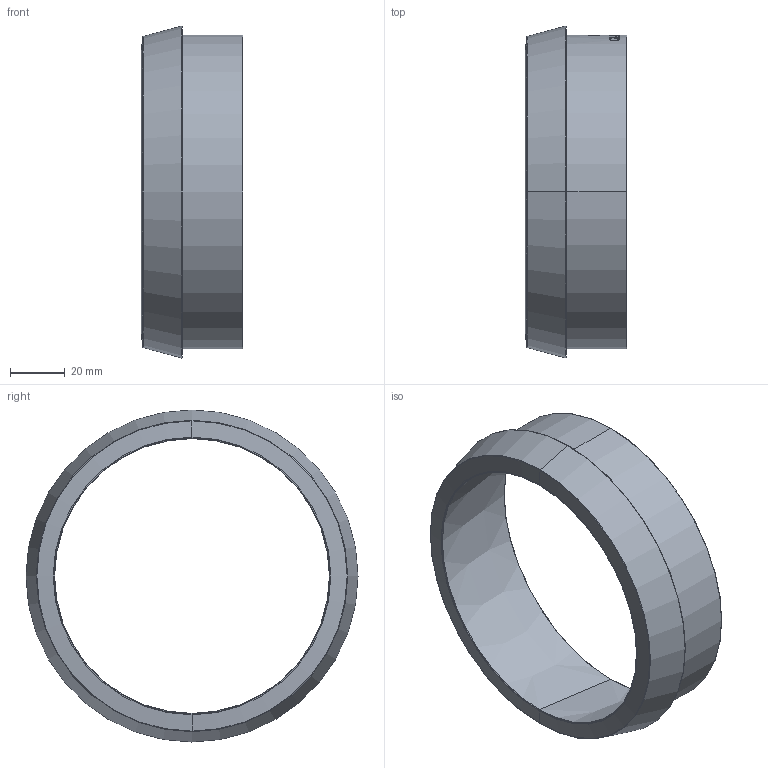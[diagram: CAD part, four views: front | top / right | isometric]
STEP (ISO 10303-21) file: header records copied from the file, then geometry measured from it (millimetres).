
FILE_DESCRIPTION (( 'STEP AP214' ), '1' );
FILE_NAME ('GL-214-114-x Kegelstutzen ISO SD114,3 x 2,6 heco.STEP', '2017-09-14T07:20:10', ( '' ), ( '' ), 'SwSTEP 2.0', 'SolidWorks 2016', '' );
FILE_SCHEMA (( 'AUTOMOTIVE_DESIGN' ));
Length unit declared in the file: millimetre
Products named in the file (1): GL-214-114-x Kegelstutzen ISO SD114,3 x 2,6 heco
Bounding box: 37 x 120.88 x 120.88 mm (x, y, z)
Volume: 66756.4 mm3; surface area: 29804.7 mm2
Topology: 1 solids, 1 shells, 192 faces, 491 edges, 322 vertices
Faces by surface type: plane 79, bspline 71, cylinder 22, torus 14, cone 6
Entity records: 15594 total; most frequent: CARTESIAN_POINT 9647, ORIENTED_EDGE 982, DIRECTION 634, EDGE_CURVE 491, VERTEX_POINT 322, AXIS2_PLACEMENT_3D 252, B_SPLINE_CURVE_WITH_KNOTS 231, EDGE_LOOP 215
